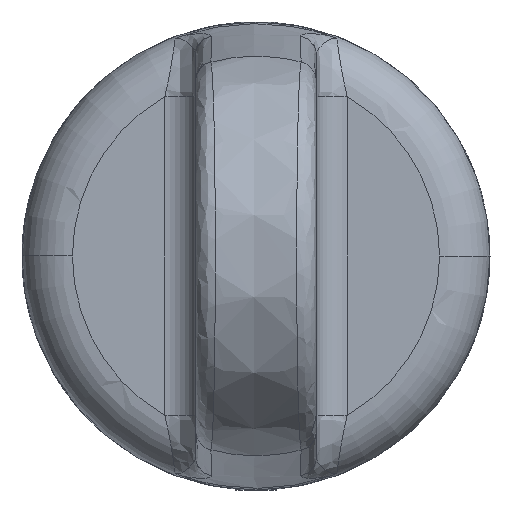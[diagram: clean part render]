
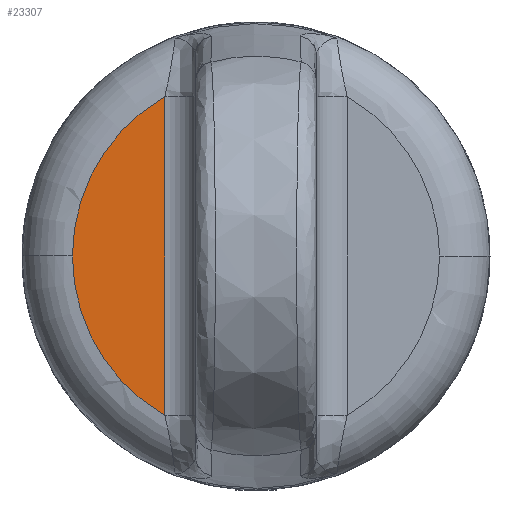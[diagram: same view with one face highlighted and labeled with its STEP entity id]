
A CAD part, front view. The second image highlights one B-rep face of the part: STEP entity #23307.
In plain terms, the highlighted planar face has unit normal (0, -1, 0).
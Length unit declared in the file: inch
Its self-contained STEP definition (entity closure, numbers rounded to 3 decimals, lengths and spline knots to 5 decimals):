
#9013=CARTESIAN_POINT('',(0.,-5.929,0.));
#9014=DIRECTION('',(0.,-1.,0.));
#9015=DIRECTION('',(-0.497,0.,0.868));
#9016=AXIS2_PLACEMENT_3D('',#9013,#9014,#9015);
#9859=DIRECTION('',(0.,0.,-1.));
#9860=VECTOR('',#9859,1.9572);
#9861=CARTESIAN_POINT('',(-0.56,-5.929,0.9786));
#9862=LINE('',#9861,#9860);
#9887=CARTESIAN_POINT('',(0.,-5.929,0.));
#9888=DIRECTION('',(0.,-1.,0.));
#9889=DIRECTION('',(-1.,0.,0.));
#9890=AXIS2_PLACEMENT_3D('',#9887,#9888,#9889);
#13215=CARTESIAN_POINT('',(-1.1275,-5.929,0.));
#13216=VERTEX_POINT('',#13215);
#13217=CARTESIAN_POINT('',(-0.56,-5.929,0.9786));
#13218=CARTESIAN_POINT('',(-0.56,-5.929,
-0.9786));
#13219=VERTEX_POINT('',#13217);
#13220=VERTEX_POINT('',#13218);
#23296=CARTESIAN_POINT('',(0.,-5.929,0.));
#23297=DIRECTION('',(0.,-1.,0.));
#23298=DIRECTION('',(-1.,0.,0.));
#23299=AXIS2_PLACEMENT_3D('',#23296,#23297,#23298);
#23300=PLANE('',#23299);
#23301=ORIENTED_EDGE('',*,*,#23287,.T.);
#23303=ORIENTED_EDGE('',*,*,#23302,.F.);
#23304=ORIENTED_EDGE('',*,*,#22205,.F.);
#23305=EDGE_LOOP('',(#23301,#23303,#23304));
#23306=FACE_OUTER_BOUND('',#23305,.F.);
#23307=ADVANCED_FACE('',(#23306),#23300,.T.);
#9017=CIRCLE('',#9016,1.1275);
#9891=CIRCLE('',#9890,1.1275);
#22205=EDGE_CURVE('',#13219,#13216,#9017,.T.);
#23287=EDGE_CURVE('',#13219,#13220,#9862,.T.);
#23302=EDGE_CURVE('',#13216,#13220,#9891,.T.);
